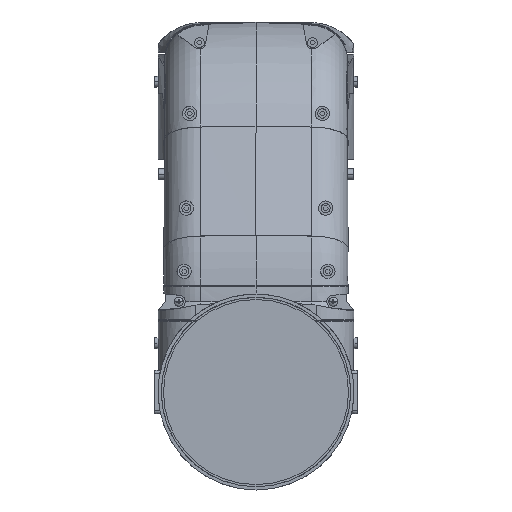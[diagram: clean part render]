
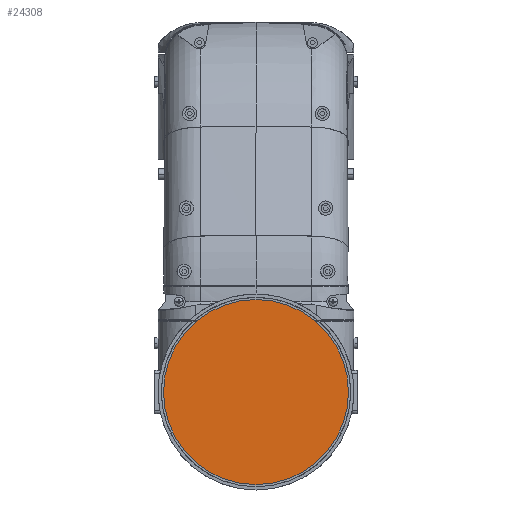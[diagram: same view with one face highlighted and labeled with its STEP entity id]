
A CAD part, front view. The second image highlights one B-rep face of the part: STEP entity #24308.
In plain terms, the highlighted planar face has unit normal (0, -1, 0).
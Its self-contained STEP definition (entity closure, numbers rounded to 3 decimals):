
#644=CARTESIAN_POINT('',(0.,82.,0.));
#645=DIRECTION('',(0.,1.,0.));
#646=DIRECTION('',(0.,0.,1.));
#647=AXIS2_PLACEMENT_3D('',#644,#645,#646);
#652=CARTESIAN_POINT('',(0.,82.,0.));
#653=DIRECTION('',(0.,1.,0.));
#654=DIRECTION('',(0.,0.,-1.));
#655=AXIS2_PLACEMENT_3D('',#652,#653,#654);
#23719=CARTESIAN_POINT('',(0.,82.,85.));
#23720=CARTESIAN_POINT('',(0.,82.,-85.));
#23721=VERTEX_POINT('',#23719);
#23722=VERTEX_POINT('',#23720);
#24299=CARTESIAN_POINT('',(0.,82.,0.));
#24300=DIRECTION('',(0.,1.,0.));
#24301=DIRECTION('',(0.,0.,1.));
#24302=AXIS2_PLACEMENT_3D('',#24299,#24300,#24301);
#24303=PLANE('',#24302);
#24304=ORIENTED_EDGE('',*,*,#23853,.T.);
#24305=ORIENTED_EDGE('',*,*,#24280,.T.);
#24306=EDGE_LOOP('',(#24304,#24305));
#24307=FACE_OUTER_BOUND('',#24306,.F.);
#648=CIRCLE('',#647,85.);
#656=CIRCLE('',#655,85.);
#23853=EDGE_CURVE('',#23721,#23722,#648,.T.);
#24280=EDGE_CURVE('',#23722,#23721,#656,.T.);
#24308=ADVANCED_FACE('',(#24307),#24303,.F.);
